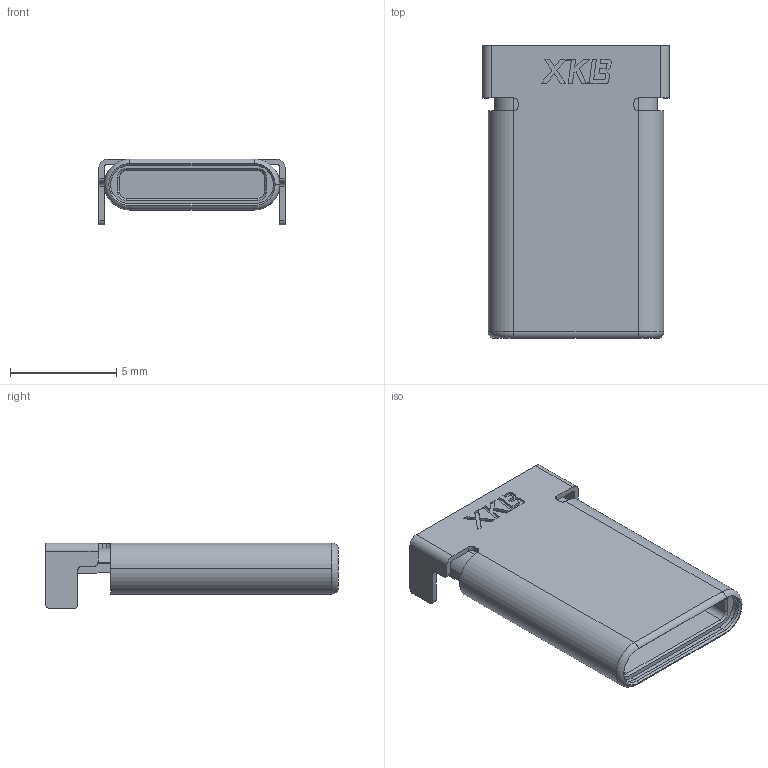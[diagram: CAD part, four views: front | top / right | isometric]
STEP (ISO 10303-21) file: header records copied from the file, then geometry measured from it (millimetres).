
FILE_DESCRIPTION((''),'2;1');
FILE_NAME('U261-121N-4BS2S_ASM','2022-10-29T09:34:12',('Administrator'),(''),'CREO PARAMETRIC BY PTC INC, 2021164','CREO PARAMETRIC BY PTC INC, 2021164','');
FILE_SCHEMA(('CONFIG_CONTROL_DESIGN'));
Length unit declared in the file: millimetre
Products named in the file (7): COMPOUND-1954_1; COMPOUND-1954_2; COMPOUND-1954_ASM; USB-C-SMD_U261-121N-4BS2S_ASM; USB1_1_2_3_4_5_ASM; PCBMODEL_1_2_3_4_5_6_ASM; U261-121N-4BS2S_ASM
Assembly tree (6 placements, depth 6):
  U261-121N-4BS2S_ASM
    PCBMODEL_1_2_3_4_5_6_ASM
      USB1_1_2_3_4_5_ASM
        USB-C-SMD_U261-121N-4BS2S_ASM
          COMPOUND-1954_ASM
            COMPOUND-1954_1
            COMPOUND-1954_2
Bounding box: 8.75 x 13.74 x 3.1 mm (x, y, z)
Volume: 181.6 mm3; surface area: 776.3 mm2
Topology: 2 solids, 2 shells, 261 faces, 699 edges, 456 vertices
Faces by surface type: plane 208, cylinder 40, cone 7, torus 6
Entity records: 8233 total; most frequent: CARTESIAN_POINT 1434, ORIENTED_EDGE 1398, DIRECTION 1355, EDGE_CURVE 699, VECTOR 601, LINE 601, VERTEX_POINT 456, AXIS2_PLACEMENT_3D 377
